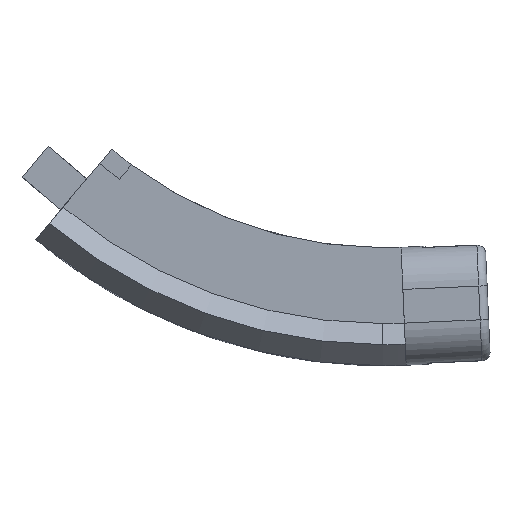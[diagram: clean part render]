
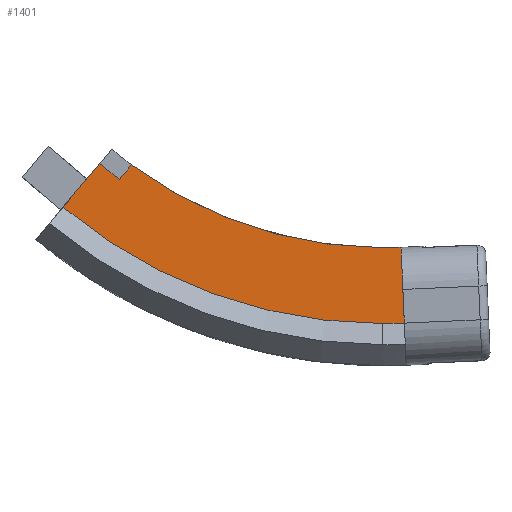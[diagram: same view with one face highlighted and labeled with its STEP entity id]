
A CAD part, front view. The second image highlights one B-rep face of the part: STEP entity #1401.
In plain terms, the highlighted planar face has unit normal (0, -1, 0).
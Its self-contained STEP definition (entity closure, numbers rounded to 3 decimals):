
#63 = EDGE_CURVE ( 'NONE', #1756, #1533, #3312, .T. ) ;
#67 = EDGE_CURVE ( 'NONE', #4054, #1222, #1695, .T. ) ;
#84 = CARTESIAN_POINT ( 'NONE',  ( 2.455, -5., -1.742 ) ) ;
#97 = DIRECTION ( 'NONE',  ( 0., -1., 0. ) ) ;
#217 = EDGE_CURVE ( 'NONE', #2254, #2300, #2224, .T. ) ;
#266 = VECTOR ( 'NONE', #467, 1000. ) ;
#299 = DIRECTION ( 'NONE',  ( 0., -1., 0. ) ) ;
#317 = DIRECTION ( 'NONE',  ( 0., 0., -1. ) ) ;
#354 = ORIENTED_EDGE ( 'NONE', *, *, #3153, .T. ) ;
#417 = CARTESIAN_POINT ( 'NONE',  ( 1.608, -5., -36.829 ) ) ;
#467 = DIRECTION ( 'NONE',  ( -0.044, 0., 0.999 ) ) ;
#486 = CARTESIAN_POINT ( 'NONE',  ( -37.924, -5., -45.197 ) ) ;
#515 = CIRCLE ( 'NONE', #2532, 50. ) ;
#706 = CIRCLE ( 'NONE', #2006, 59. ) ;
#761 = CARTESIAN_POINT ( 'NONE',  ( 0., -5., 0. ) ) ;
#768 = AXIS2_PLACEMENT_3D ( 'NONE', #3394, #3301, #3090 ) ;
#785 = ORIENTED_EDGE ( 'NONE', *, *, #3168, .F. ) ;
#889 = CARTESIAN_POINT ( 'NONE',  ( 2.574, -5., -58.944 ) ) ;
#967 = VECTOR ( 'NONE', #1537, 1000. ) ;
#1134 = CARTESIAN_POINT ( 'NONE',  ( -31.255, -5., -41.916 ) ) ;
#1222 = VERTEX_POINT ( 'NONE', #3118 ) ;
#1307 = ORIENTED_EDGE ( 'NONE', *, *, #1599, .T. ) ;
#1312 = ORIENTED_EDGE ( 'NONE', *, *, #1897, .F. ) ;
#1401 = ADVANCED_FACE ( 'NONE', ( #2178 ), #3318, .T. ) ;
#1533 = VERTEX_POINT ( 'NONE', #1609 ) ;
#1537 = DIRECTION ( 'NONE',  ( -0.643, 0., -0.766 ) ) ;
#1599 = EDGE_CURVE ( 'NONE', #3816, #4054, #706, .T. ) ;
#1609 = CARTESIAN_POINT ( 'NONE',  ( -33.554, -5., -39.988 ) ) ;
#1658 = CARTESIAN_POINT ( 'NONE',  ( 0., -5., 0. ) ) ;
#1695 = LINE ( 'NONE', #417, #266 ) ;
#1751 = DIRECTION ( 'NONE',  ( 0., -1., 0. ) ) ;
#1756 = VERTEX_POINT ( 'NONE', #2733 ) ;
#1897 = EDGE_CURVE ( 'NONE', #1756, #2254, #1933, .T. ) ;
#1933 = LINE ( 'NONE', #84, #3707 ) ;
#1948 = CARTESIAN_POINT ( 'NONE',  ( 0., -5., -50. ) ) ;
#2006 = AXIS2_PLACEMENT_3D ( 'NONE', #3271, #1751, #2316 ) ;
#2017 = DIRECTION ( 'NONE',  ( 0., -1., 0. ) ) ;
#2053 = EDGE_CURVE ( 'NONE', #3957, #3816, #2790, .T. ) ;
#2178 = FACE_OUTER_BOUND ( 'NONE', #3605, .T. ) ;
#2224 = CIRCLE ( 'NONE', #3405, 50. ) ;
#2242 = ORIENTED_EDGE ( 'NONE', *, *, #67, .T. ) ;
#2254 = VERTEX_POINT ( 'NONE', #3165 ) ;
#2300 = VERTEX_POINT ( 'NONE', #1948 ) ;
#2316 = DIRECTION ( 'NONE',  ( 0., 0., -1. ) ) ;
#2509 = CARTESIAN_POINT ( 'NONE',  ( 0., -5., -59. ) ) ;
#2532 = AXIS2_PLACEMENT_3D ( 'NONE', #1658, #97, #317 ) ;
#2650 = ORIENTED_EDGE ( 'NONE', *, *, #217, .F. ) ;
#2733 = CARTESIAN_POINT ( 'NONE',  ( -31.255, -5., -41.916 ) ) ;
#2790 = CIRCLE ( 'NONE', #3776, 59. ) ;
#3090 = DIRECTION ( 'NONE',  ( 0., 0., -1. ) ) ;
#3118 = CARTESIAN_POINT ( 'NONE',  ( 2.181, -5., -49.952 ) ) ;
#3153 = EDGE_CURVE ( 'NONE', #1533, #3957, #3736, .T. ) ;
#3165 = CARTESIAN_POINT ( 'NONE',  ( -29.783, -5., -40.162 ) ) ;
#3168 = EDGE_CURVE ( 'NONE', #2300, #1222, #515, .T. ) ;
#3268 = DIRECTION ( 'NONE',  ( 0., 0., -1. ) ) ;
#3271 = CARTESIAN_POINT ( 'NONE',  ( 0., -5., 0. ) ) ;
#3301 = DIRECTION ( 'NONE',  ( 0., -1., 0. ) ) ;
#3312 = LINE ( 'NONE', #1134, #3732 ) ;
#3318 = PLANE ( 'NONE',  #768 ) ;
#3343 = ORIENTED_EDGE ( 'NONE', *, *, #2053, .T. ) ;
#3394 = CARTESIAN_POINT ( 'NONE',  ( -32.139, -5., -38.302 ) ) ;
#3405 = AXIS2_PLACEMENT_3D ( 'NONE', #4017, #299, #3666 ) ;
#3426 = ORIENTED_EDGE ( 'NONE', *, *, #63, .T. ) ;
#3445 = CARTESIAN_POINT ( 'NONE',  ( -32.139, -5., -38.302 ) ) ;
#3447 = DIRECTION ( 'NONE',  ( 0.643, 0., 0.766 ) ) ;
#3605 = EDGE_LOOP ( 'NONE', ( #3343, #1307, #2242, #785, #2650, #1312, #3426, #354 ) ) ;
#3666 = DIRECTION ( 'NONE',  ( 0., 0., -1. ) ) ;
#3707 = VECTOR ( 'NONE', #3447, 1000. ) ;
#3732 = VECTOR ( 'NONE', #3894, 1000. ) ;
#3736 = LINE ( 'NONE', #3445, #967 ) ;
#3776 = AXIS2_PLACEMENT_3D ( 'NONE', #761, #2017, #3268 ) ;
#3816 = VERTEX_POINT ( 'NONE', #2509 ) ;
#3894 = DIRECTION ( 'NONE',  ( -0.766, 0., 0.643 ) ) ;
#3957 = VERTEX_POINT ( 'NONE', #486 ) ;
#4017 = CARTESIAN_POINT ( 'NONE',  ( 0., -5., 0. ) ) ;
#4054 = VERTEX_POINT ( 'NONE', #889 ) ;
